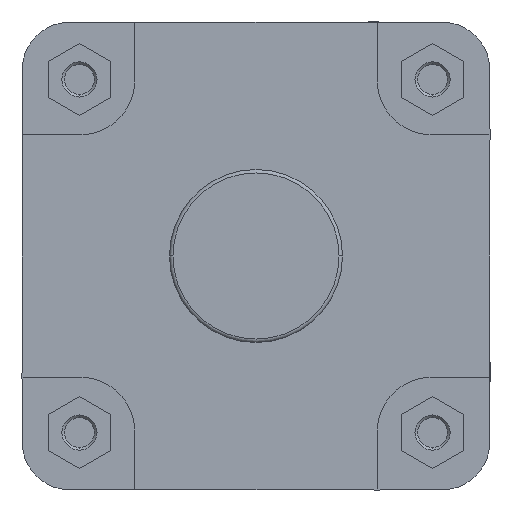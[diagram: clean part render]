
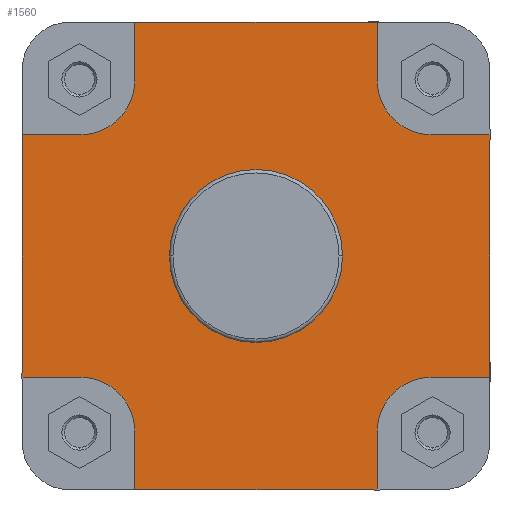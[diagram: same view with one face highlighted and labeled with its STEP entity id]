
A CAD part, left-side view. The second image highlights one B-rep face of the part: STEP entity #1560.
In plain terms, the highlighted planar face has unit normal (-1, 0, 0).
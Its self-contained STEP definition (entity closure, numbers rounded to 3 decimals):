
#129 = VERTEX_POINT ( 'NONE', #7110 ) ;
#130 = VERTEX_POINT ( 'NONE', #7115 ) ;
#134 = VERTEX_POINT ( 'NONE', #7112 ) ;
#135 = VERTEX_POINT ( 'NONE', #7190 ) ;
#210 = VERTEX_POINT ( 'NONE', #7212 ) ;
#211 = VERTEX_POINT ( 'NONE', #7128 ) ;
#212 = VERTEX_POINT ( 'NONE', #7135 ) ;
#213 = VERTEX_POINT ( 'NONE', #7179 ) ;
#214 = VERTEX_POINT ( 'NONE', #7124 ) ;
#216 = VERTEX_POINT ( 'NONE', #7092 ) ;
#217 = VERTEX_POINT ( 'NONE', #7145 ) ;
#218 = VERTEX_POINT ( 'NONE', #7129 ) ;
#219 = VERTEX_POINT ( 'NONE', #7127 ) ;
#221 = VERTEX_POINT ( 'NONE', #7130 ) ;
#222 = VERTEX_POINT ( 'NONE', #7088 ) ;
#223 = VERTEX_POINT ( 'NONE', #7091 ) ;
#286 = VERTEX_POINT ( 'NONE', #7175 ) ;
#446 = VERTEX_POINT ( 'NONE', #1906 ) ;
#490 = EDGE_CURVE ( 'NONE', #446, #286, #5299, .T. ) ;
#572 = EDGE_CURVE ( 'NONE', #219, #222, #5437, .T. ) ;
#577 = EDGE_CURVE ( 'NONE', #210, #214, #5446, .T. ) ;
#579 = EDGE_CURVE ( 'NONE', #286, #446, #5451, .T. ) ;
#580 = EDGE_CURVE ( 'NONE', #222, #135, #5453, .T. ) ;
#581 = EDGE_CURVE ( 'NONE', #219, #214, #5452, .T. ) ;
#582 = EDGE_CURVE ( 'NONE', #212, #210, #5456, .T. ) ;
#583 = EDGE_CURVE ( 'NONE', #216, #212, #5455, .T. ) ;
#584 = EDGE_CURVE ( 'NONE', #216, #134, #5454, .T. ) ;
#585 = EDGE_CURVE ( 'NONE', #130, #134, #5459, .T. ) ;
#586 = EDGE_CURVE ( 'NONE', #129, #130, #5463, .T. ) ;
#587 = EDGE_CURVE ( 'NONE', #213, #129, #5462, .T. ) ;
#588 = EDGE_CURVE ( 'NONE', #217, #213, #5461, .T. ) ;
#589 = EDGE_CURVE ( 'NONE', #211, #217, #5466, .T. ) ;
#590 = EDGE_CURVE ( 'NONE', #218, #211, #5470, .T. ) ;
#591 = EDGE_CURVE ( 'NONE', #223, #218, #5469, .T. ) ;
#592 = EDGE_CURVE ( 'NONE', #221, #223, #5468, .T. ) ;
#593 = EDGE_CURVE ( 'NONE', #135, #221, #5473, .T. ) ;
#1050 = AXIS2_PLACEMENT_3D ( 'NONE', #1964, #1965, #1966 ) ;
#1075 = AXIS2_PLACEMENT_3D ( 'NONE', #2165, #2173, #2174 ) ;
#1077 = AXIS2_PLACEMENT_3D ( 'NONE', #2168, #2171, #2172 ) ;
#1078 = AXIS2_PLACEMENT_3D ( 'NONE', #2177, #2178, #2179 ) ;
#1080 = AXIS2_PLACEMENT_3D ( 'NONE', #2186, #2187, #2188 ) ;
#1081 = AXIS2_PLACEMENT_3D ( 'NONE', #2195, #2196, #2197 ) ;
#1271 = AXIS2_PLACEMENT_3D ( 'NONE', #3308, #3310, #3311 ) ;
#1560 = ADVANCED_FACE ( 'NONE', ( #4387, #4390 ), #3309, .F. ) ;
#1906 = CARTESIAN_POINT ( 'NONE',  ( 14., -49.9, 0. ) ) ;
#1964 = CARTESIAN_POINT ( 'NONE',  ( 14., 0., 0. ) ) ;
#1965 = DIRECTION ( 'NONE',  ( -1., 0., 0. ) ) ;
#1966 = DIRECTION ( 'NONE',  ( 0., -1., 0. ) ) ;
#2153 = CARTESIAN_POINT ( 'NONE',  ( 14., 70., -135. ) ) ;
#2154 = DIRECTION ( 'NONE',  ( 0., 0., 1. ) ) ;
#2165 = CARTESIAN_POINT ( 'NONE',  ( 14., 101., -101. ) ) ;
#2166 = CARTESIAN_POINT ( 'NONE',  ( 14., -70., -101. ) ) ;
#2167 = DIRECTION ( 'NONE',  ( 0., 0., -1. ) ) ;
#2168 = CARTESIAN_POINT ( 'NONE',  ( 14., 0., 0. ) ) ;
#2170 = CARTESIAN_POINT ( 'NONE',  ( 14., -297.141, -135. ) ) ;
#2171 = DIRECTION ( 'NONE',  ( -1., 0., 0. ) ) ;
#2172 = DIRECTION ( 'NONE',  ( 0., -1., 0. ) ) ;
#2173 = DIRECTION ( 'NONE',  ( -1., 0., 0. ) ) ;
#2174 = DIRECTION ( 'NONE',  ( 0., 1., 0. ) ) ;
#2175 = CARTESIAN_POINT ( 'NONE',  ( 14., -135., -70. ) ) ;
#2176 = DIRECTION ( 'NONE',  ( 0., -1., 0. ) ) ;
#2177 = CARTESIAN_POINT ( 'NONE',  ( 14., -101., -101. ) ) ;
#2178 = DIRECTION ( 'NONE',  ( -1., 0., 0. ) ) ;
#2179 = DIRECTION ( 'NONE',  ( 0., 0., -1. ) ) ;
#2180 = CARTESIAN_POINT ( 'NONE',  ( 14., -135., 0. ) ) ;
#2181 = DIRECTION ( 'NONE',  ( 0., 1., 0. ) ) ;
#2182 = DIRECTION ( 'NONE',  ( 0., 0., 1. ) ) ;
#2183 = CARTESIAN_POINT ( 'NONE',  ( 14., -70., 135. ) ) ;
#2184 = CARTESIAN_POINT ( 'NONE',  ( 14., -101., 70. ) ) ;
#2185 = DIRECTION ( 'NONE',  ( 0., -1., 0. ) ) ;
#2186 = CARTESIAN_POINT ( 'NONE',  ( 14., -101., 101. ) ) ;
#2187 = DIRECTION ( 'NONE',  ( -1., 0., 0. ) ) ;
#2188 = DIRECTION ( 'NONE',  ( 0., -1., 0. ) ) ;
#2189 = CARTESIAN_POINT ( 'NONE',  ( 14., -297.141, 135. ) ) ;
#2190 = DIRECTION ( 'NONE',  ( 0., 0., -1. ) ) ;
#2191 = DIRECTION ( 'NONE',  ( 0., -1., 0. ) ) ;
#2192 = CARTESIAN_POINT ( 'NONE',  ( 14., 135., 70. ) ) ;
#2193 = CARTESIAN_POINT ( 'NONE',  ( 14., 70., 101. ) ) ;
#2194 = DIRECTION ( 'NONE',  ( 0., 0., 1. ) ) ;
#2195 = CARTESIAN_POINT ( 'NONE',  ( 14., 101., 101. ) ) ;
#2196 = DIRECTION ( 'NONE',  ( -1., 0., 0. ) ) ;
#2197 = DIRECTION ( 'NONE',  ( 0., 0., 1. ) ) ;
#2198 = CARTESIAN_POINT ( 'NONE',  ( 14., 135., 0. ) ) ;
#2199 = DIRECTION ( 'NONE',  ( 0., -1., 0. ) ) ;
#2200 = DIRECTION ( 'NONE',  ( 0., 0., 1. ) ) ;
#2202 = CARTESIAN_POINT ( 'NONE',  ( 14., 101., -70. ) ) ;
#2203 = DIRECTION ( 'NONE',  ( 0., 1., 0. ) ) ;
#3308 = CARTESIAN_POINT ( 'NONE',  ( 14., 49.9, 0. ) ) ;
#3309 = PLANE ( 'NONE',  #1271 ) ;
#3310 = DIRECTION ( 'NONE',  ( 1., 0., 0. ) ) ;
#3311 = DIRECTION ( 'NONE',  ( 0., 1., 0. ) ) ;
#4387 = FACE_BOUND ( 'NONE', #6464, .T. ) ;
#4390 = FACE_OUTER_BOUND ( 'NONE', #6468, .T. ) ;
#5299 = CIRCLE ( 'NONE', #1050, 49.9 ) ;
#5437 = LINE ( 'NONE', #2153, #5438 ) ;
#5438 = VECTOR ( 'NONE', #2154, 1000. ) ;
#5446 = LINE ( 'NONE', #2166, #5447 ) ;
#5447 = VECTOR ( 'NONE', #2167, 1000. ) ;
#5449 = VECTOR ( 'NONE', #2176, 1000. ) ;
#5450 = VECTOR ( 'NONE', #2181, 1000. ) ;
#5451 = CIRCLE ( 'NONE', #1077, 49.9 ) ;
#5452 = LINE ( 'NONE', #2170, #5449 ) ;
#5453 = CIRCLE ( 'NONE', #1075, 31. ) ;
#5454 = LINE ( 'NONE', #2180, #5457 ) ;
#5455 = LINE ( 'NONE', #2175, #5450 ) ;
#5456 = CIRCLE ( 'NONE', #1078, 31. ) ;
#5457 = VECTOR ( 'NONE', #2182, 1000. ) ;
#5458 = VECTOR ( 'NONE', #2190, 1000. ) ;
#5459 = LINE ( 'NONE', #2184, #5460 ) ;
#5460 = VECTOR ( 'NONE', #2185, 1000. ) ;
#5461 = LINE ( 'NONE', #2189, #5464 ) ;
#5462 = LINE ( 'NONE', #2183, #5458 ) ;
#5463 = CIRCLE ( 'NONE', #1080, 31. ) ;
#5464 = VECTOR ( 'NONE', #2191, 1000. ) ;
#5465 = VECTOR ( 'NONE', #2199, 1000. ) ;
#5466 = LINE ( 'NONE', #2193, #5467 ) ;
#5467 = VECTOR ( 'NONE', #2194, 1000. ) ;
#5468 = LINE ( 'NONE', #2198, #5471 ) ;
#5469 = LINE ( 'NONE', #2192, #5465 ) ;
#5470 = CIRCLE ( 'NONE', #1081, 31. ) ;
#5471 = VECTOR ( 'NONE', #2200, 1000. ) ;
#5473 = LINE ( 'NONE', #2202, #5474 ) ;
#5474 = VECTOR ( 'NONE', #2203, 1000. ) ;
#6156 = ORIENTED_EDGE ( 'NONE', *, *, #593, .F. ) ;
#6157 = ORIENTED_EDGE ( 'NONE', *, *, #592, .F. ) ;
#6158 = ORIENTED_EDGE ( 'NONE', *, *, #591, .F. ) ;
#6159 = ORIENTED_EDGE ( 'NONE', *, *, #590, .F. ) ;
#6160 = ORIENTED_EDGE ( 'NONE', *, *, #589, .F. ) ;
#6161 = ORIENTED_EDGE ( 'NONE', *, *, #588, .F. ) ;
#6162 = ORIENTED_EDGE ( 'NONE', *, *, #587, .F. ) ;
#6163 = ORIENTED_EDGE ( 'NONE', *, *, #586, .F. ) ;
#6164 = ORIENTED_EDGE ( 'NONE', *, *, #585, .F. ) ;
#6165 = ORIENTED_EDGE ( 'NONE', *, *, #584, .T. ) ;
#6166 = ORIENTED_EDGE ( 'NONE', *, *, #583, .F. ) ;
#6167 = ORIENTED_EDGE ( 'NONE', *, *, #582, .F. ) ;
#6168 = ORIENTED_EDGE ( 'NONE', *, *, #577, .F. ) ;
#6169 = ORIENTED_EDGE ( 'NONE', *, *, #581, .T. ) ;
#6170 = ORIENTED_EDGE ( 'NONE', *, *, #572, .F. ) ;
#6171 = ORIENTED_EDGE ( 'NONE', *, *, #580, .F. ) ;
#6172 = ORIENTED_EDGE ( 'NONE', *, *, #579, .F. ) ;
#6173 = ORIENTED_EDGE ( 'NONE', *, *, #490, .F. ) ;
#6464 = EDGE_LOOP ( 'NONE', ( #6173, #6172 ) ) ;
#6468 = EDGE_LOOP ( 'NONE', ( #6171, #6170, #6169, #6168, #6167, #6166, #6165, #6164, #6163, #6162, #6161, #6160, #6159, #6158, #6157, #6156 ) ) ;
#7088 = CARTESIAN_POINT ( 'NONE',  ( 14., 70., -101. ) ) ;
#7091 = CARTESIAN_POINT ( 'NONE',  ( 14., 135., 70. ) ) ;
#7092 = CARTESIAN_POINT ( 'NONE',  ( 14., -135., -70. ) ) ;
#7110 = CARTESIAN_POINT ( 'NONE',  ( 14., -70., 101. ) ) ;
#7112 = CARTESIAN_POINT ( 'NONE',  ( 14., -135., 70. ) ) ;
#7115 = CARTESIAN_POINT ( 'NONE',  ( 14., -101., 70. ) ) ;
#7124 = CARTESIAN_POINT ( 'NONE',  ( 14., -70., -135. ) ) ;
#7127 = CARTESIAN_POINT ( 'NONE',  ( 14., 70., -135. ) ) ;
#7128 = CARTESIAN_POINT ( 'NONE',  ( 14., 70., 101. ) ) ;
#7129 = CARTESIAN_POINT ( 'NONE',  ( 14., 101., 70. ) ) ;
#7130 = CARTESIAN_POINT ( 'NONE',  ( 14., 135., -70. ) ) ;
#7135 = CARTESIAN_POINT ( 'NONE',  ( 14., -101., -70. ) ) ;
#7145 = CARTESIAN_POINT ( 'NONE',  ( 14., 70., 135. ) ) ;
#7175 = CARTESIAN_POINT ( 'NONE',  ( 14., 49.9, 0. ) ) ;
#7179 = CARTESIAN_POINT ( 'NONE',  ( 14., -70., 135. ) ) ;
#7190 = CARTESIAN_POINT ( 'NONE',  ( 14., 101., -70. ) ) ;
#7212 = CARTESIAN_POINT ( 'NONE',  ( 14., -70., -101. ) ) ;
